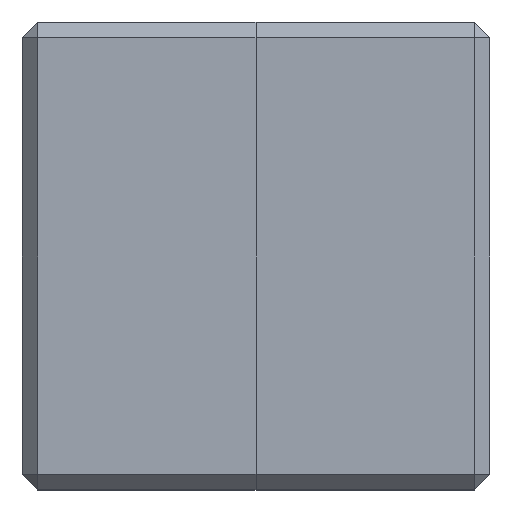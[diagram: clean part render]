
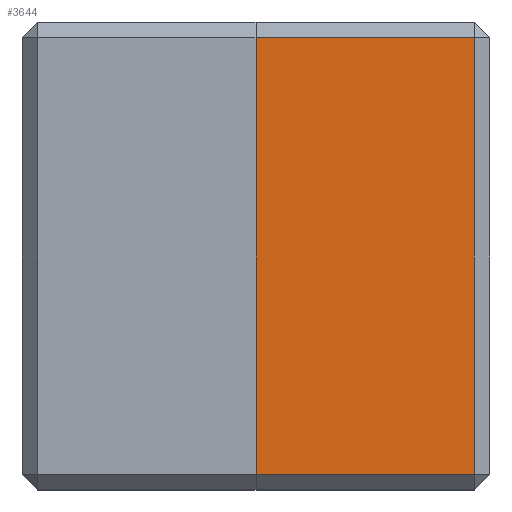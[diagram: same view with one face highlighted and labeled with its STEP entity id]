
A CAD part, front view. The second image highlights one B-rep face of the part: STEP entity #3644.
In plain terms, the highlighted planar face has unit normal (0, -1, 0).
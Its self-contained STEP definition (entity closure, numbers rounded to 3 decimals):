
#82=PLANE('',#3897);
#227=FACE_OUTER_BOUND('',#454,.T.);
#454=EDGE_LOOP('',(#2719,#2720,#2721,#2722));
#1008=LINE('',#8706,#1261);
#1012=LINE('',#8713,#1265);
#1014=LINE('',#8718,#1267);
#1017=LINE('',#8723,#1270);
#1261=VECTOR('',#4349,10.);
#1265=VECTOR('',#4355,10.);
#1267=VECTOR('',#4359,10.);
#1270=VECTOR('',#4366,10.);
#1557=VERTEX_POINT('',#8658);
#1560=VERTEX_POINT('',#8665);
#1572=VERTEX_POINT('',#8709);
#1575=VERTEX_POINT('',#8716);
#1985=EDGE_CURVE('',#1557,#1560,#1008,.T.);
#1989=EDGE_CURVE('',#1560,#1572,#1012,.T.);
#1991=EDGE_CURVE('',#1575,#1557,#1014,.T.);
#1994=EDGE_CURVE('',#1572,#1575,#1017,.T.);
#2719=ORIENTED_EDGE('',*,*,#1989,.F.);
#2720=ORIENTED_EDGE('',*,*,#1985,.F.);
#2721=ORIENTED_EDGE('',*,*,#1991,.F.);
#2722=ORIENTED_EDGE('',*,*,#1994,.F.);
#3644=ADVANCED_FACE('',(#227),#82,.T.);
#3897=AXIS2_PLACEMENT_3D('',#8722,#4364,#4365);
#4349=DIRECTION('',(0.,0.,-1.));
#4355=DIRECTION('',(-1.,0.,0.));
#4359=DIRECTION('',(1.,0.,0.));
#4364=DIRECTION('center_axis',(0.,-1.,0.));
#4365=DIRECTION('ref_axis',(0.,0.,-1.));
#4366=DIRECTION('',(0.,0.,1.));
#8658=CARTESIAN_POINT('',(29.,16.,30.));
#8665=CARTESIAN_POINT('',(29.,16.,2.));
#8706=CARTESIAN_POINT('',(29.,16.,8.5));
#8709=CARTESIAN_POINT('',(15.,16.,2.));
#8713=CARTESIAN_POINT('',(7.5,16.,2.));
#8716=CARTESIAN_POINT('',(15.,16.,30.));
#8718=CARTESIAN_POINT('',(22.5,16.,30.));
#8722=CARTESIAN_POINT('Origin',(15.,16.,16.));
#8723=CARTESIAN_POINT('',(15.,16.,16.));
